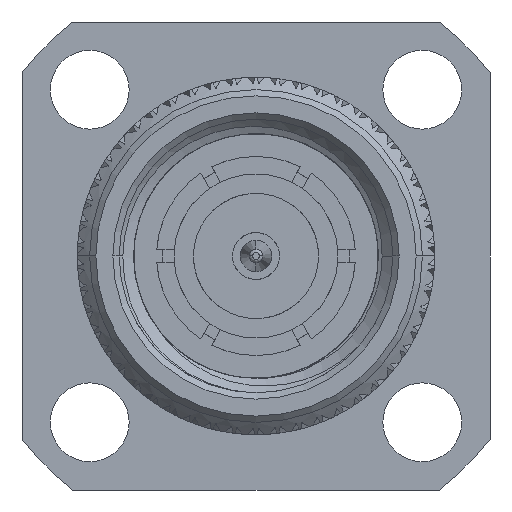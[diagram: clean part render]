
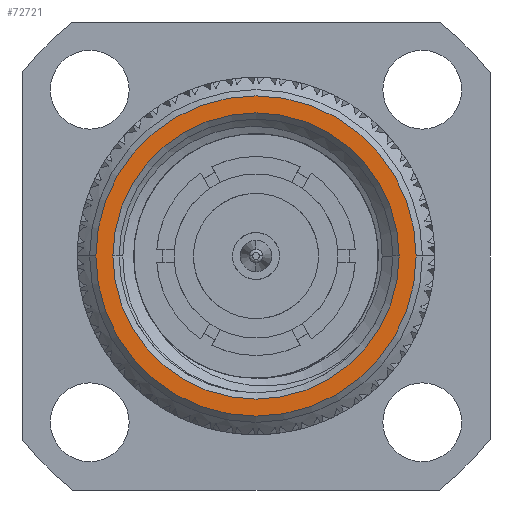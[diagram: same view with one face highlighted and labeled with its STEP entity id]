
A CAD part, left-side view. The second image highlights one B-rep face of the part: STEP entity #72721.
In plain terms, the highlighted planar face has unit normal (-1, 0, 0).
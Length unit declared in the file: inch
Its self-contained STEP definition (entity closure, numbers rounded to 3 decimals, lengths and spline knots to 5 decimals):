
#416 = CIRCLE ( 'NONE', #52381, 0.22875 ) ;
#479 = EDGE_CURVE ( 'NONE', #34095, #79424, #416, .T. ) ;
#484 = DIRECTION ( 'NONE',  ( 0., 1., 0. ) ) ;
#1176 = CIRCLE ( 'NONE', #92781, 0.22875 ) ;
#2929 = AXIS2_PLACEMENT_3D ( 'NONE', #60512, #36438, #19237 ) ;
#7985 = DIRECTION ( 'NONE',  ( 0., 1., 0. ) ) ;
#10461 = FACE_OUTER_BOUND ( 'NONE', #94009, .T. ) ;
#12904 = DIRECTION ( 'NONE',  ( 0., 1., 0. ) ) ;
#19237 = DIRECTION ( 'NONE',  ( 0., 1., 0. ) ) ;
#19479 = CARTESIAN_POINT ( 'NONE',  ( 0., -0.256, 0. ) ) ;
#19490 = CARTESIAN_POINT ( 'NONE',  ( 0., 0., 0. ) ) ;
#19839 = CARTESIAN_POINT ( 'NONE',  ( 0., 0.22875, 0. ) ) ;
#20775 = CARTESIAN_POINT ( 'NONE',  ( 0., 0.256, 0. ) ) ;
#26907 = CARTESIAN_POINT ( 'NONE',  ( 0., -0.22875, 0. ) ) ;
#34095 = VERTEX_POINT ( 'NONE', #26907 ) ;
#36438 = DIRECTION ( 'NONE',  ( 1., 0., 0. ) ) ;
#37464 = FACE_BOUND ( 'NONE', #61596, .T. ) ;
#48900 = DIRECTION ( 'NONE',  ( 1., 0., 0. ) ) ;
#52381 = AXIS2_PLACEMENT_3D ( 'NONE', #62086, #104086, #12904 ) ;
#52871 = AXIS2_PLACEMENT_3D ( 'NONE', #19490, #69457, #60437 ) ;
#53933 = ORIENTED_EDGE ( 'NONE', *, *, #54623, .T. ) ;
#54623 = EDGE_CURVE ( 'NONE', #79424, #34095, #1176, .T. ) ;
#54791 = ORIENTED_EDGE ( 'NONE', *, *, #82174, .T. ) ;
#58518 = AXIS2_PLACEMENT_3D ( 'NONE', #82500, #74643, #484 ) ;
#59058 = CIRCLE ( 'NONE', #58518, 0.256 ) ;
#60437 = DIRECTION ( 'NONE',  ( 0., 1., 0. ) ) ;
#60512 = CARTESIAN_POINT ( 'NONE',  ( 0., 0.27, 0. ) ) ;
#61596 = EDGE_LOOP ( 'NONE', ( #102395, #53933 ) ) ;
#62086 = CARTESIAN_POINT ( 'NONE',  ( 0., 0., 0. ) ) ;
#69282 = VERTEX_POINT ( 'NONE', #20775 ) ;
#69457 = DIRECTION ( 'NONE',  ( -1., 0., 0. ) ) ;
#72721 = ADVANCED_FACE ( 'NONE', ( #37464, #10461 ), #85010, .F. ) ;
#74643 = DIRECTION ( 'NONE',  ( -1., 0., 0. ) ) ;
#79424 = VERTEX_POINT ( 'NONE', #19839 ) ;
#82174 = EDGE_CURVE ( 'NONE', #69282, #98324, #84271, .T. ) ;
#82500 = CARTESIAN_POINT ( 'NONE',  ( 0., 0., 0. ) ) ;
#84271 = CIRCLE ( 'NONE', #52871, 0.256 ) ;
#85010 = PLANE ( 'NONE',  #2929 ) ;
#92781 = AXIS2_PLACEMENT_3D ( 'NONE', #106043, #48900, #7985 ) ;
#93034 = EDGE_CURVE ( 'NONE', #98324, #69282, #59058, .T. ) ;
#94009 = EDGE_LOOP ( 'NONE', ( #54791, #97263 ) ) ;
#97263 = ORIENTED_EDGE ( 'NONE', *, *, #93034, .T. ) ;
#98324 = VERTEX_POINT ( 'NONE', #19479 ) ;
#102395 = ORIENTED_EDGE ( 'NONE', *, *, #479, .T. ) ;
#104086 = DIRECTION ( 'NONE',  ( 1., 0., 0. ) ) ;
#106043 = CARTESIAN_POINT ( 'NONE',  ( 0., 0., 0. ) ) ;
